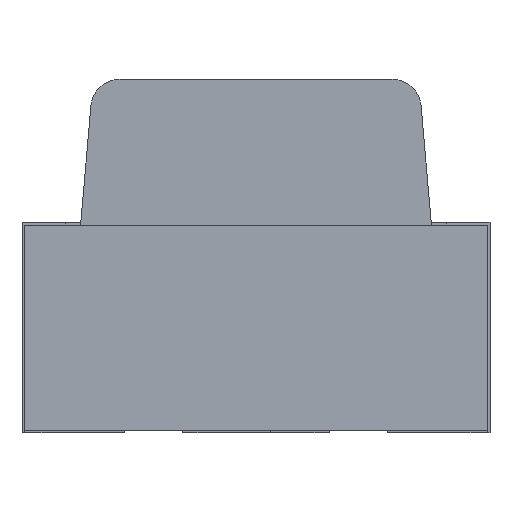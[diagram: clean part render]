
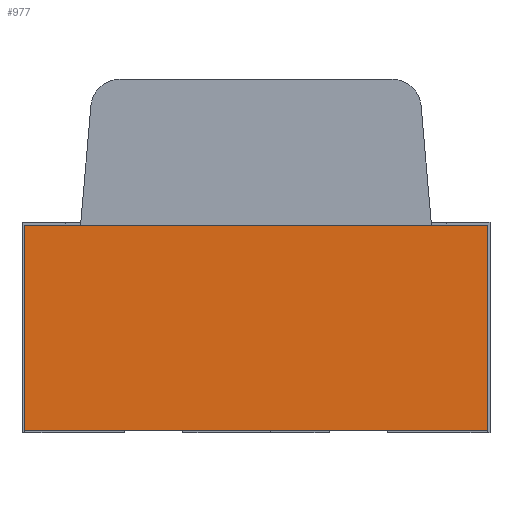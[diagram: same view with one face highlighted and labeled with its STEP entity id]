
A CAD part, front view. The second image highlights one B-rep face of the part: STEP entity #977.
In plain terms, the highlighted planar face has unit normal (0, -1, 0).
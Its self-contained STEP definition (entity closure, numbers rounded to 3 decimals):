
#21 = LINE ( 'NONE', #1742, #2247 ) ;
#363 = VERTEX_POINT ( 'NONE', #3102 ) ;
#505 = LINE ( 'NONE', #2162, #1191 ) ;
#599 = VERTEX_POINT ( 'NONE', #3571 ) ;
#689 = ORIENTED_EDGE ( 'NONE', *, *, #3187, .T. ) ;
#752 = PLANE ( 'NONE',  #1933 ) ;
#769 = DIRECTION ( 'NONE',  ( 0., 1., 0. ) ) ;
#977 = ADVANCED_FACE ( 'NONE', ( #2820 ), #752, .F. ) ;
#1191 = VECTOR ( 'NONE', #3032, 1000. ) ;
#1235 = VERTEX_POINT ( 'NONE', #3746 ) ;
#1252 = ORIENTED_EDGE ( 'NONE', *, *, #1290, .F. ) ;
#1290 = EDGE_CURVE ( 'NONE', #1235, #3113, #505, .T. ) ;
#1335 = ORIENTED_EDGE ( 'NONE', *, *, #1503, .T. ) ;
#1388 = CARTESIAN_POINT ( 'NONE',  ( -225.292, -989.345, 0. ) ) ;
#1503 = EDGE_CURVE ( 'NONE', #599, #363, #3212, .T. ) ;
#1666 = LINE ( 'NONE', #2300, #3123 ) ;
#1673 = DIRECTION ( 'NONE',  ( 1., 0., 0. ) ) ;
#1713 = EDGE_LOOP ( 'NONE', ( #1335, #2643, #1252, #689 ) ) ;
#1742 = CARTESIAN_POINT ( 'NONE',  ( -225.292, -989.345, 0.7 ) ) ;
#1933 = AXIS2_PLACEMENT_3D ( 'NONE', #3363, #769, #2792 ) ;
#2162 = CARTESIAN_POINT ( 'NONE',  ( -225.292, -989.345, 0.7 ) ) ;
#2247 = VECTOR ( 'NONE', #2583, 1000. ) ;
#2300 = CARTESIAN_POINT ( 'NONE',  ( -226.872, -989.345, 0.7 ) ) ;
#2583 = DIRECTION ( 'NONE',  ( 0., 0., -1. ) ) ;
#2595 = DIRECTION ( 'NONE',  ( 0., 0., -1. ) ) ;
#2643 = ORIENTED_EDGE ( 'NONE', *, *, #3246, .F. ) ;
#2792 = DIRECTION ( 'NONE',  ( 0., 0., 1. ) ) ;
#2820 = FACE_OUTER_BOUND ( 'NONE', #1713, .T. ) ;
#3032 = DIRECTION ( 'NONE',  ( 1., 0., 0. ) ) ;
#3102 = CARTESIAN_POINT ( 'NONE',  ( -225.292, -989.345, 0. ) ) ;
#3113 = VERTEX_POINT ( 'NONE', #3450 ) ;
#3123 = VECTOR ( 'NONE', #2595, 1000. ) ;
#3187 = EDGE_CURVE ( 'NONE', #1235, #599, #1666, .T. ) ;
#3212 = LINE ( 'NONE', #1388, #3405 ) ;
#3246 = EDGE_CURVE ( 'NONE', #3113, #363, #21, .T. ) ;
#3363 = CARTESIAN_POINT ( 'NONE',  ( -225.292, -989.345, 0.7 ) ) ;
#3405 = VECTOR ( 'NONE', #1673, 1000. ) ;
#3450 = CARTESIAN_POINT ( 'NONE',  ( -225.292, -989.345, 0.7 ) ) ;
#3571 = CARTESIAN_POINT ( 'NONE',  ( -226.872, -989.345, 0. ) ) ;
#3746 = CARTESIAN_POINT ( 'NONE',  ( -226.872, -989.345, 0.7 ) ) ;
